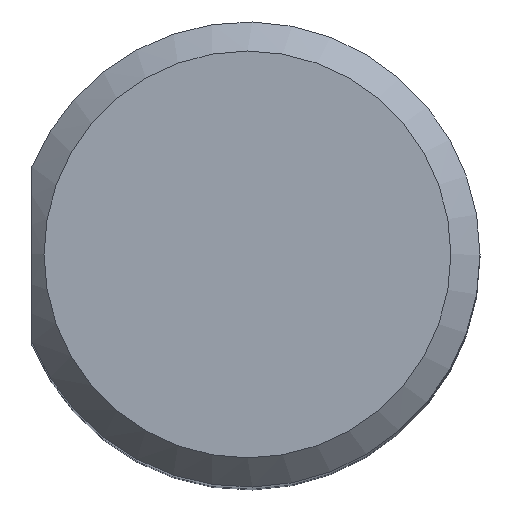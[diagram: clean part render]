
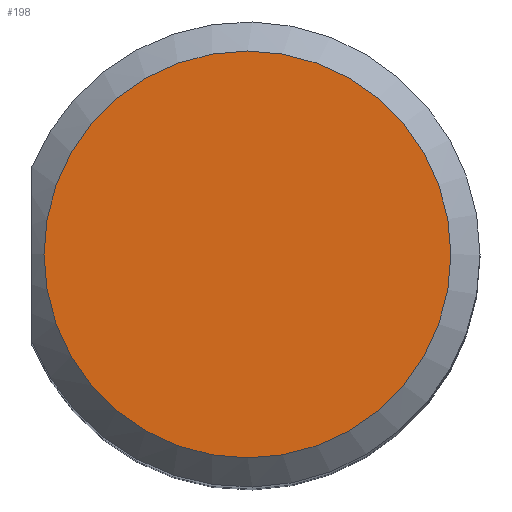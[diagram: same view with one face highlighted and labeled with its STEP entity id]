
A CAD part, top view. The second image highlights one B-rep face of the part: STEP entity #198.
In plain terms, the highlighted planar face has unit normal (0, 0, 1).
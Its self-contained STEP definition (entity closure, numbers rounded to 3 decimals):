
#150=CIRCLE('',#828,6.994);
#173=PLANE('',#833);
#198=ADVANCED_FACE('',(#246),#173,.T.);
#246=FACE_OUTER_BOUND('',#278,.T.);
#278=EDGE_LOOP('',(#459));
#459=ORIENTED_EDGE('',*,*,#671,.T.);
#603=VERTEX_POINT('',#1221);
#671=EDGE_CURVE('',#603,#603,#150,.T.);
#828=AXIS2_PLACEMENT_3D('',#1220,#963,#964);
#833=AXIS2_PLACEMENT_3D('',#1309,#973,#974);
#963=DIRECTION('',(0.,0.,1.));
#964=DIRECTION('',(-1.,0.,0.));
#973=DIRECTION('',(0.,0.,1.));
#974=DIRECTION('',(1.,0.,0.));
#1220=CARTESIAN_POINT('',(0.,0.,0.));
#1221=CARTESIAN_POINT('',(-6.994,0.,0.));
#1309=CARTESIAN_POINT('',(0.,0.,0.));
